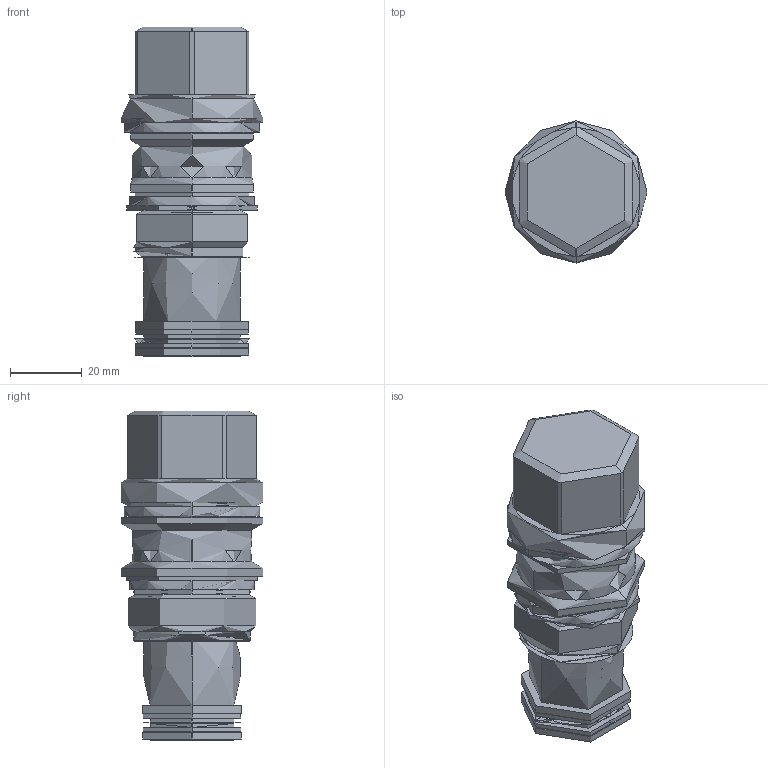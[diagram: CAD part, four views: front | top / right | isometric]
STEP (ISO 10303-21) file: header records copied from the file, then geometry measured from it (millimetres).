
FILE_DESCRIPTION((''),'2;1');
FILE_NAME('FREAXAN_SW','2022-03-24T15:36:04',('SigMax'),(''),'CREO PARAMETRIC BY PTC INC, 2021072','CREO PARAMETRIC BY PTC INC, 2021072','');
FILE_SCHEMA(('CONFIG_CONTROL_DESIGN'));
Length unit declared in the file: inch
Products named in the file (1): FREAXAN_SW
Bounding box: 39.6 x 39.6 x 92.02 mm (x, y, z)
Topology: 0 solids, 0 shells, 222 faces, 1086 edges, 1070 vertices
Faces by surface type: cylinder 119, plane 38, cone 30, torus 25, revolution 10
Entity records: 20021 total; most frequent: CARTESIAN_POINT 10221, DIRECTION 1812, TRIMMED_CURVE 1133, DEFINITIONAL_REPRESENTATION 1054, PCURVE 1054, COMPOSITE_CURVE_SEGMENT 1054, VECTOR 888, LINE 888
